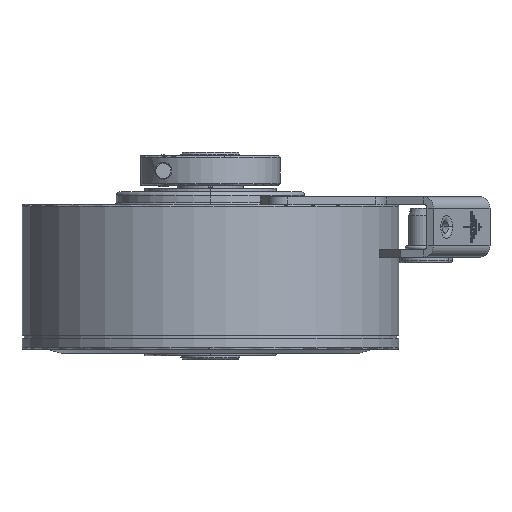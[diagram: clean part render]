
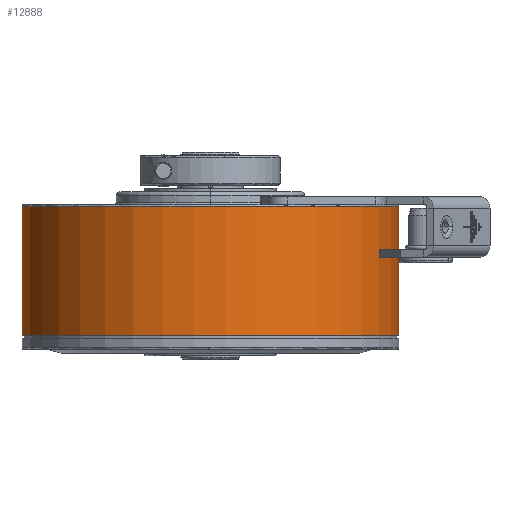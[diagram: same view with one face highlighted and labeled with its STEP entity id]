
A CAD part, front view. The second image highlights one B-rep face of the part: STEP entity #12888.
In plain terms, the highlighted cylindrical face has radius 50 mm (diameter 100 mm), a partial arc.
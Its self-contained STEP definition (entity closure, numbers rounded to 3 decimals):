
#715=CARTESIAN_POINT('',(0.,0.,-77.85));
#716=DIRECTION('',(0.,0.,1.));
#717=DIRECTION('',(-0.627,0.779,0.));
#718=AXIS2_PLACEMENT_3D('',#715,#716,#717);
#1158=CARTESIAN_POINT('',(0.,0.,-43.65));
#1159=DIRECTION('',(0.,0.,1.));
#1160=DIRECTION('',(-0.627,0.779,0.));
#1161=AXIS2_PLACEMENT_3D('',#1158,#1159,#1160);
#1163=DIRECTION('',(0.,0.,-1.));
#1164=VECTOR('',#1163,34.2);
#1165=CARTESIAN_POINT('',(31.345,38.955,-43.65));
#1166=LINE('',#1165,#1164);
#1167=DIRECTION('',(0.,0.,-1.));
#1168=VECTOR('',#1167,34.2);
#1169=CARTESIAN_POINT('',(-31.345,38.955,-43.65));
#1170=LINE('',#1169,#1168);
#9971=CARTESIAN_POINT('',(-31.345,38.955,-77.85));
#9972=CARTESIAN_POINT('',(31.345,38.955,-77.85));
#9973=VERTEX_POINT('',#9971);
#9974=VERTEX_POINT('',#9972);
#10047=CARTESIAN_POINT('',(31.345,38.955,-43.65));
#10049=VERTEX_POINT('',#10047);
#10073=CARTESIAN_POINT('',(-31.345,38.955,-43.65));
#10074=VERTEX_POINT('',#10073);
#12876=CARTESIAN_POINT('',(0.,0.,-36.05));
#12877=DIRECTION('',(0.,0.,1.));
#12878=DIRECTION('',(1.,0.,0.));
#12879=AXIS2_PLACEMENT_3D('',#12876,#12877,#12878);
#12880=CYLINDRICAL_SURFACE('',#12879,50.);
#12881=ORIENTED_EDGE('',*,*,#12672,.T.);
#12882=ORIENTED_EDGE('',*,*,#12864,.T.);
#12883=ORIENTED_EDGE('',*,*,#12265,.F.);
#12885=ORIENTED_EDGE('',*,*,#12884,.F.);
#12886=EDGE_LOOP('',(#12881,#12882,#12883,#12885));
#12887=FACE_OUTER_BOUND('',#12886,.F.);
#719=CIRCLE('',#718,50.);
#1162=CIRCLE('',#1161,50.);
#12265=EDGE_CURVE('',#9973,#9974,#719,.T.);
#12672=EDGE_CURVE('',#10074,#10049,#1162,.T.);
#12864=EDGE_CURVE('',#10049,#9974,#1166,.T.);
#12884=EDGE_CURVE('',#10074,#9973,#1170,.T.);
#12888=ADVANCED_FACE('',(#12887),#12880,.T.);
